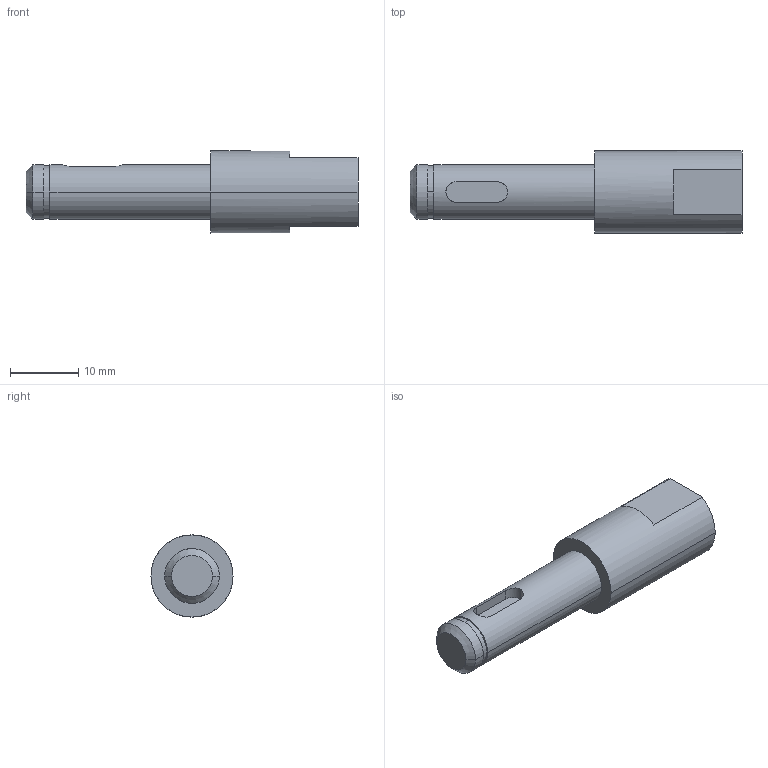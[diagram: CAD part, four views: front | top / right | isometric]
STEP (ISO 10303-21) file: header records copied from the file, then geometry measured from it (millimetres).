
FILE_DESCRIPTION (( 'STEP AP214' ), '1' );
FILE_NAME ('ROV_USI_007_A_Arbre Poulie Taraudé.STEP', '2021-10-13T13:32:03', ( '' ), ( '' ), 'SwSTEP 2.0', 'SolidWorks 2016', '' );
FILE_SCHEMA (( 'AUTOMOTIVE_DESIGN' ));
Length unit declared in the file: millimetre
Products named in the file (1): ROV_USI_007_A_Arbre Poulie Taraudé
Bounding box: 48.5 x 12 x 12 mm (x, y, z)
Volume: 3335.6 mm3; surface area: 1972.1 mm2
Topology: 1 solids, 1 shells, 29 faces, 65 edges, 41 vertices
Faces by surface type: cylinder 13, plane 12, cone 4
Entity records: 883 total; most frequent: CARTESIAN_POINT 187, DIRECTION 149, ORIENTED_EDGE 126, EDGE_CURVE 63, AXIS2_PLACEMENT_3D 59, VERTEX_POINT 41, EDGE_LOOP 34, LINE 31
